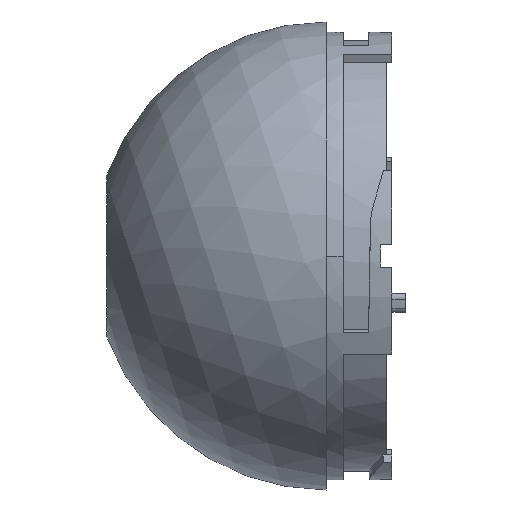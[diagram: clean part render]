
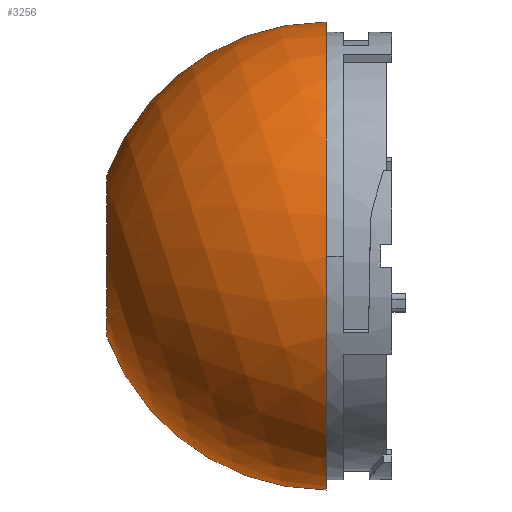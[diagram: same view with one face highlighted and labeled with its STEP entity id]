
A CAD part, left-side view. The second image highlights one B-rep face of the part: STEP entity #3256.
In plain terms, the highlighted spherical face has radius 25 mm.
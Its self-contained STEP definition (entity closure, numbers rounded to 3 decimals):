
#701=CARTESIAN_POINT('',(0.,10.,0.));
#702=DIRECTION('',(-1.,0.,0.));
#703=DIRECTION('',(0.,0.938,-0.346));
#704=AXIS2_PLACEMENT_3D('',#701,#702,#703);
#725=CARTESIAN_POINT('',(0.,33.456,0.));
#726=DIRECTION('',(0.,-1.,0.));
#727=DIRECTION('',(-1.,0.,0.));
#728=AXIS2_PLACEMENT_3D('',#725,#726,#727);
#733=CARTESIAN_POINT('',(0.,33.456,0.));
#734=DIRECTION('',(0.,-1.,0.));
#735=DIRECTION('',(0.,0.,1.));
#736=AXIS2_PLACEMENT_3D('',#733,#734,#735);
#741=CARTESIAN_POINT('',(0.,10.,0.));
#742=DIRECTION('',(1.,0.,0.));
#743=DIRECTION('',(0.,0.938,0.346));
#744=AXIS2_PLACEMENT_3D('',#741,#742,#743);
#749=CARTESIAN_POINT('',(0.,10.,0.));
#750=DIRECTION('',(0.,1.,0.));
#751=DIRECTION('',(0.,0.,-1.));
#752=AXIS2_PLACEMENT_3D('',#749,#750,#751);
#2472=CARTESIAN_POINT('',(0.,10.,-25.));
#2473=CARTESIAN_POINT('',(0.,10.,25.));
#2474=VERTEX_POINT('',#2472);
#2475=VERTEX_POINT('',#2473);
#2476=CARTESIAN_POINT('',(-8.65,33.456,0.));
#2477=CARTESIAN_POINT('',(0.,33.456,-8.65));
#2478=VERTEX_POINT('',#2476);
#2479=VERTEX_POINT('',#2477);
#2480=CARTESIAN_POINT('',(0.,33.456,8.65));
#2481=VERTEX_POINT('',#2480);
#3243=CARTESIAN_POINT('',(0.,10.,0.));
#3244=DIRECTION('',(0.,0.951,-0.31));
#3245=DIRECTION('',(0.,-0.31,-0.951));
#3246=AXIS2_PLACEMENT_3D('',#3243,#3244,#3245);
#3247=SPHERICAL_SURFACE('',#3246,25.);
#3248=ORIENTED_EDGE('',*,*,#3203,.F.);
#3249=ORIENTED_EDGE('',*,*,#3221,.F.);
#3250=ORIENTED_EDGE('',*,*,#3237,.T.);
#3252=ORIENTED_EDGE('',*,*,#3251,.F.);
#3253=ORIENTED_EDGE('',*,*,#3233,.F.);
#3254=EDGE_LOOP('',(#3248,#3249,#3250,#3252,#3253));
#3255=FACE_OUTER_BOUND('',#3254,.F.);
#3256=ADVANCED_FACE('',(#3255),#3247,.T.);
#705=CIRCLE('',#704,25.);
#729=CIRCLE('',#728,8.65);
#737=CIRCLE('',#736,8.65);
#745=CIRCLE('',#744,25.);
#753=CIRCLE('',#752,25.);
#3203=EDGE_CURVE('',#2478,#2479,#729,.T.);
#3221=EDGE_CURVE('',#2481,#2478,#737,.T.);
#3233=EDGE_CURVE('',#2479,#2474,#705,.T.);
#3237=EDGE_CURVE('',#2481,#2475,#745,.T.);
#3251=EDGE_CURVE('',#2474,#2475,#753,.T.);
